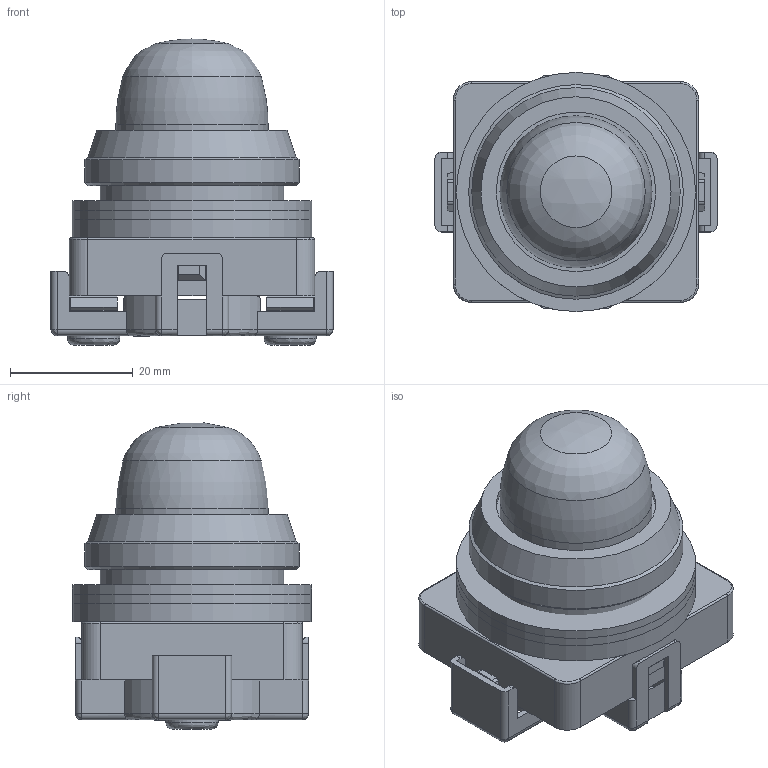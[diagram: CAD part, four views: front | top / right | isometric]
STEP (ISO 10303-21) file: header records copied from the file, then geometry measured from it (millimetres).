
FILE_DESCRIPTION (( 'STEP AP214' ), '1' );
FILE_NAME ('APN1##DN$.STEP', '2021-01-20T02:35:10', ( '' ), ( '' ), 'SwSTEP 2.0', 'SolidWorks 2019', '' );
FILE_SCHEMA (( 'AUTOMOTIVE_DESIGN' ));
Length unit declared in the file: millimetre
Products named in the file (6): OW-11; APN1##DN$; APN1##DN_BODY; OG-11; OW-12; APN-PVL
Assembly tree (6 placements, depth 2):
  APN1##DN$
    APN1##DN_BODY
    OW-12
    OW-11  x2
    OG-11
    APN-PVL
Bounding box: 46 x 39 x 49.91 mm (x, y, z)
Volume: 43120 mm3; surface area: 19564.7 mm2
Topology: 7 solids, 7 shells, 336 faces, 870 edges, 553 vertices
Faces by surface type: plane 204, cylinder 86, bspline 30, torus 8, cone 5, sphere 3
Full cylindrical faces by diameter (mm): 5.5 x2, 6.5 x2, 8.5 x2, 24.8 x1, 26 x1, 29.5 x3, 30 x2, 31 x1, 35 x1, 39 x3
Entity records: 11375 total; most frequent: CARTESIAN_POINT 3305, ORIENTED_EDGE 1642, DIRECTION 1524, EDGE_CURVE 821, LINE 596, VECTOR 596, VERTEX_POINT 541, AXIS2_PLACEMENT_3D 464
